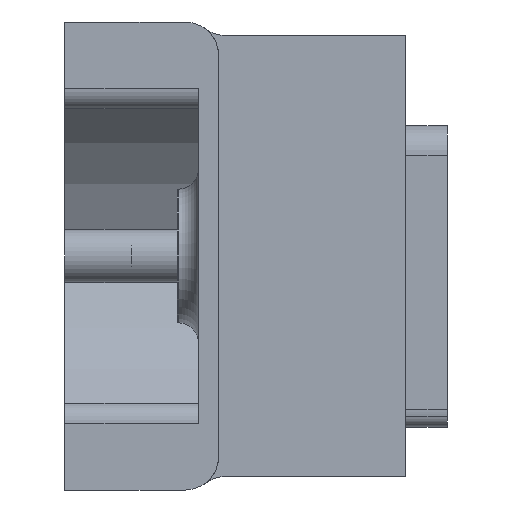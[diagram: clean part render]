
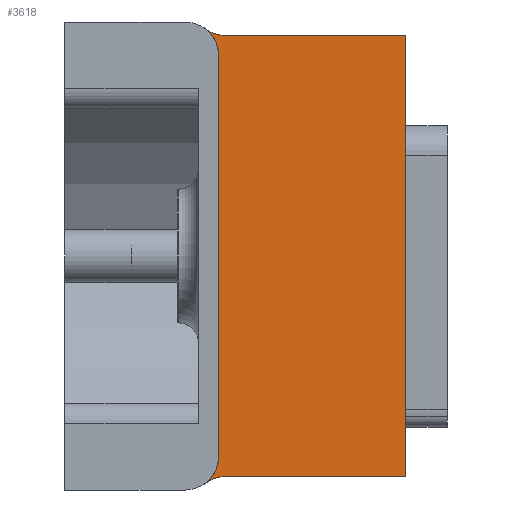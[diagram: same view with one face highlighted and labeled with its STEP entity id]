
A CAD part, left-side view. The second image highlights one B-rep face of the part: STEP entity #3618.
In plain terms, the highlighted planar face has unit normal (-1, 0, 0).
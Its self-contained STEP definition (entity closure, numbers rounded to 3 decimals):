
#94 = DIRECTION ( 'NONE',  ( 0., 0., 1. ) ) ;
#111 = ORIENTED_EDGE ( 'NONE', *, *, #3723, .T. ) ;
#114 = CARTESIAN_POINT ( 'NONE',  ( -145.612, -1., 38.927 ) ) ;
#146 = DIRECTION ( 'NONE',  ( 1., 0., 0. ) ) ;
#196 = EDGE_CURVE ( 'NONE', #3730, #635, #4168, .T. ) ;
#208 = CARTESIAN_POINT ( 'NONE',  ( -145.612, 2., -28.073 ) ) ;
#214 = LINE ( 'NONE', #2090, #3640 ) ;
#255 = EDGE_CURVE ( 'NONE', #4361, #5451, #914, .T. ) ;
#306 = CARTESIAN_POINT ( 'NONE',  ( -145.612, -28., 38.927 ) ) ;
#321 = CIRCLE ( 'NONE', #2126, 5. ) ;
#452 = DIRECTION ( 'NONE',  ( -1., 0., 0. ) ) ;
#467 = VERTEX_POINT ( 'NONE', #1300 ) ;
#493 = VECTOR ( 'NONE', #2056, 1000. ) ;
#514 = DIRECTION ( 'NONE',  ( 1., 0., 0. ) ) ;
#534 = CARTESIAN_POINT ( 'NONE',  ( -145.612, -28., 0. ) ) ;
#635 = VERTEX_POINT ( 'NONE', #114 ) ;
#914 = LINE ( 'NONE', #2686, #2550 ) ;
#962 = PLANE ( 'NONE',  #2986 ) ;
#981 = ORIENTED_EDGE ( 'NONE', *, *, #4869, .T. ) ;
#1001 = CARTESIAN_POINT ( 'NONE',  ( -145.612, -1., 43.927 ) ) ;
#1265 = ORIENTED_EDGE ( 'NONE', *, *, #2179, .F. ) ;
#1300 = CARTESIAN_POINT ( 'NONE',  ( -145.612, -28., 38.927 ) ) ;
#1433 = CIRCLE ( 'NONE', #4965, 5. ) ;
#1488 = VECTOR ( 'NONE', #2678, 1000. ) ;
#1546 = DIRECTION ( 'NONE',  ( -1., 0., 0. ) ) ;
#1570 = CARTESIAN_POINT ( 'NONE',  ( -145.612, 5., 35.927 ) ) ;
#1641 = ORIENTED_EDGE ( 'NONE', *, *, #255, .F. ) ;
#1817 = DIRECTION ( 'NONE',  ( 0., 0., 1. ) ) ;
#2024 = DIRECTION ( 'NONE',  ( 0., 1., 0. ) ) ;
#2056 = DIRECTION ( 'NONE',  ( 0., 0., 1. ) ) ;
#2089 = DIRECTION ( 'NONE',  ( 0., 0., 1. ) ) ;
#2090 = CARTESIAN_POINT ( 'NONE',  ( -145.612, -28., -27.073 ) ) ;
#2097 = EDGE_CURVE ( 'NONE', #4361, #5197, #4867, .T. ) ;
#2126 = AXIS2_PLACEMENT_3D ( 'NONE', #1570, #146, #4227 ) ;
#2179 = EDGE_CURVE ( 'NONE', #5308, #5197, #1433, .T. ) ;
#2253 = EDGE_CURVE ( 'NONE', #2582, #467, #3392, .T. ) ;
#2270 = CARTESIAN_POINT ( 'NONE',  ( -145.612, 0., -24.073 ) ) ;
#2296 = AXIS2_PLACEMENT_3D ( 'NONE', #3745, #514, #94 ) ;
#2319 = DIRECTION ( 'NONE',  ( 0., 0., 1. ) ) ;
#2347 = DIRECTION ( 'NONE',  ( 1., 0., 0. ) ) ;
#2550 = VECTOR ( 'NONE', #3690, 1000. ) ;
#2582 = VERTEX_POINT ( 'NONE', #2881 ) ;
#2678 = DIRECTION ( 'NONE',  ( 0., 1., 0. ) ) ;
#2686 = CARTESIAN_POINT ( 'NONE',  ( -145.612, 0., 0. ) ) ;
#2881 = CARTESIAN_POINT ( 'NONE',  ( -145.612, -28., -27.073 ) ) ;
#2986 = AXIS2_PLACEMENT_3D ( 'NONE', #534, #2347, #2319 ) ;
#3013 = ORIENTED_EDGE ( 'NONE', *, *, #2097, .T. ) ;
#3323 = CARTESIAN_POINT ( 'NONE',  ( -145.612, 2., 39.927 ) ) ;
#3392 = LINE ( 'NONE', #5222, #493 ) ;
#3487 = EDGE_CURVE ( 'NONE', #2582, #5308, #214, .T. ) ;
#3502 = ORIENTED_EDGE ( 'NONE', *, *, #196, .F. ) ;
#3505 = CARTESIAN_POINT ( 'NONE',  ( -145.612, -1., -27.073 ) ) ;
#3618 = ADVANCED_FACE ( 'NONE', ( #5487 ), #962, .F. ) ;
#3640 = VECTOR ( 'NONE', #2024, 1000. ) ;
#3690 = DIRECTION ( 'NONE',  ( 0., 0., 1. ) ) ;
#3723 = EDGE_CURVE ( 'NONE', #3730, #5451, #321, .T. ) ;
#3730 = VERTEX_POINT ( 'NONE', #3323 ) ;
#3745 = CARTESIAN_POINT ( 'NONE',  ( -145.612, 5., -24.073 ) ) ;
#4168 = CIRCLE ( 'NONE', #4930, 5. ) ;
#4227 = DIRECTION ( 'NONE',  ( 0., 0., 1. ) ) ;
#4341 = ORIENTED_EDGE ( 'NONE', *, *, #2253, .T. ) ;
#4361 = VERTEX_POINT ( 'NONE', #2270 ) ;
#4723 = ORIENTED_EDGE ( 'NONE', *, *, #3487, .F. ) ;
#4768 = CARTESIAN_POINT ( 'NONE',  ( -145.612, -1., -32.073 ) ) ;
#4867 = CIRCLE ( 'NONE', #2296, 5. ) ;
#4869 = EDGE_CURVE ( 'NONE', #467, #635, #4951, .T. ) ;
#4930 = AXIS2_PLACEMENT_3D ( 'NONE', #1001, #452, #1817 ) ;
#4951 = LINE ( 'NONE', #306, #1488 ) ;
#4965 = AXIS2_PLACEMENT_3D ( 'NONE', #4768, #1546, #2089 ) ;
#5197 = VERTEX_POINT ( 'NONE', #208 ) ;
#5222 = CARTESIAN_POINT ( 'NONE',  ( -145.612, -28., 0. ) ) ;
#5308 = VERTEX_POINT ( 'NONE', #3505 ) ;
#5423 = CARTESIAN_POINT ( 'NONE',  ( -145.612, 0., 35.927 ) ) ;
#5451 = VERTEX_POINT ( 'NONE', #5423 ) ;
#5470 = EDGE_LOOP ( 'NONE', ( #111, #1641, #3013, #1265, #4723, #4341, #981, #3502 ) ) ;
#5487 = FACE_OUTER_BOUND ( 'NONE', #5470, .T. ) ;
